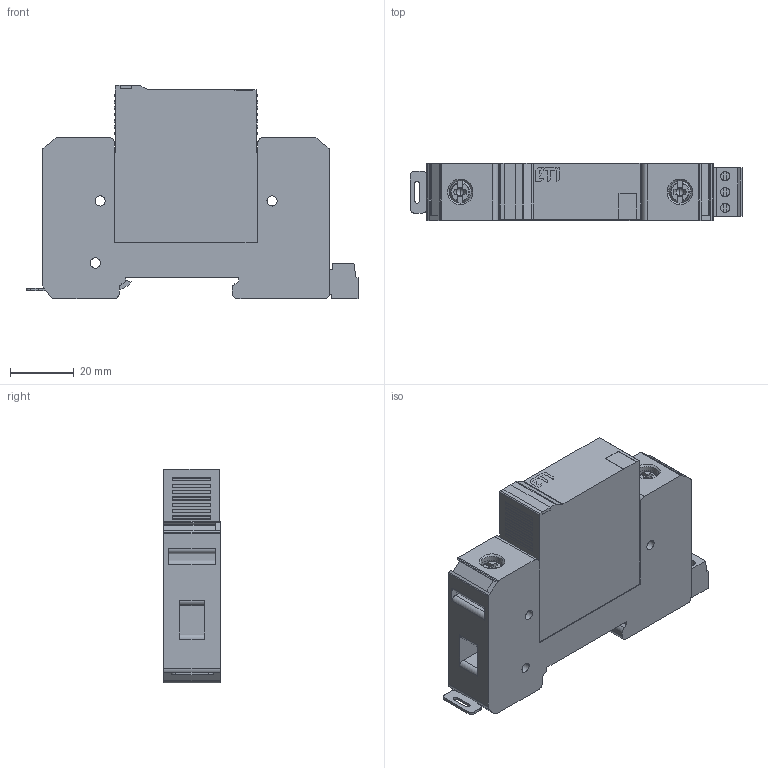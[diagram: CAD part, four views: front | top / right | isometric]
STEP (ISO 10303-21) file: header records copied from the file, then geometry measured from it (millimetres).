
FILE_DESCRIPTION((''),'2;1');
FILE_NAME('ETITEC_V_T2_1_0_RC_ASM','2025-03-24T12:52:21',('klemen.sitar'),('Audax d.o.o.'),'CREO PARAMETRIC BY PTC INC, 2021304','CREO PARAMETRIC BY PTC INC, 2021304','');
FILE_SCHEMA(('AP242_MANAGED_MODEL_BASED_3D_ENGINEERING_MIM_LF { 1 0 10303 442 1 1 4 }'));
Products named in the file (35): ETITEC_V_T12_28012_5_1_0_1_1_32; ASM0006_ASM_1_ASM_1_1_2_3_ASM_6_ASM; FOR_DIN_1_1_2_3_4_5_1_1_1_1_1_1; FOR_DIN_1_1_2_3_4_5_2_1_1_1_1_1; FOR_DIN_1_1_2_3_4_5_3_1_1_1_1_1; FOR_DIN_1_1_2_3_4_5_ASM_1_ASM_2_ASM; 135_SCREW_1_1_2_3_1_1_1_1_1; PRT0009_1_1_2_3_1_1_1_1_1; PART1_ASM_1_1_2_3_ASM_1_ASM_1_A_ASM; ASM0027_ASM_1_ASM_1_ASM_1_ASM_1_ASM; RC_1_1_1_1_1_1_1; RC_SCREW_1_1_1_1_1; PRT0017_1_1_1_1_1; PRT0018_1_1_1_1_1; ASM0033_ASM_1_ASM_1_ASM_1_ASM_1_ASM; RC_ASM_1_ASM_1_ASM_1_ASM; ASM0034_ASM_1_ASM_1_ASM_1_ASM; ETITEC_V_T12_28012_5_1_0_1_1_33; PRT0008_1_1_1_1_1_2_3_1_1_1_1_7; ASM0003_ASM_1_1_ASM_1_ASM_1___2_ASM; ASM0007_ASM_1_ASM_1_1_2_3_AS__1_ASM; ASM0009_ASM_1_1_2_3_ASM_1_1_A_8_ASM; TMP_DWG_65_1_1_1_2_1_2_3_1_1_15; TMP_DWG_65_1_2_1_2_1_2_3_1_1_15; TMP_DWG_65_1_3_1_2_1_2_3_1_1_15; ASM0011_1_ASM_1_1_2_3_ASM_1_1_9_ASM; LOGO_X-7_41_Y-4_55_ASM_1_1_2_12_ASM; PART1_ASM_1_1_2_3_ASM_1_1_ASM_9_ASM; ASM0027_ASM_1_1_ASM_1_1_2_ASM_6_ASM; ETITEC_V_T2_1_0_ASM_1_1_2_ASM_6_ASM; ASM0049_ASM_1_1_2_3_ASM_1_ASM_1_ASM; ASM0054_ASM_1_ASM_1_ASM; ETITEC_V_T2_1_0_RC_ASM_1_ASM_1_ASM; ASM0056_ASM_1_ASM; ETITEC_V_T2_1_0_RC_ASM
Assembly tree (34 placements, depth 12):
  ETITEC_V_T2_1_0_RC_ASM
    ASM0056_ASM_1_ASM
      ETITEC_V_T2_1_0_RC_ASM_1_ASM_1_ASM
        ASM0034_ASM_1_ASM_1_ASM_1_ASM
          ASM0027_ASM_1_ASM_1_ASM_1_ASM_1_ASM
            PART1_ASM_1_1_2_3_ASM_1_ASM_1_A_ASM
              ASM0006_ASM_1_ASM_1_1_2_3_ASM_6_ASM
                ETITEC_V_T12_28012_5_1_0_1_1_32
              FOR_DIN_1_1_2_3_4_5_ASM_1_ASM_2_ASM
                FOR_DIN_1_1_2_3_4_5_1_1_1_1_1_1
                FOR_DIN_1_1_2_3_4_5_2_1_1_1_1_1
                FOR_DIN_1_1_2_3_4_5_3_1_1_1_1_1
              135_SCREW_1_1_2_3_1_1_1_1_1
              PRT0009_1_1_2_3_1_1_1_1_1
          RC_ASM_1_ASM_1_ASM_1_ASM
            ASM0033_ASM_1_ASM_1_ASM_1_ASM_1_ASM
              RC_1_1_1_1_1_1_1
              RC_SCREW_1_1_1_1_1
              PRT0017_1_1_1_1_1
              PRT0018_1_1_1_1_1
        ASM0054_ASM_1_ASM_1_ASM
          ASM0049_ASM_1_1_2_3_ASM_1_ASM_1_ASM
            ETITEC_V_T2_1_0_ASM_1_1_2_ASM_6_ASM
              ASM0027_ASM_1_1_ASM_1_1_2_ASM_6_ASM
                PART1_ASM_1_1_2_3_ASM_1_1_ASM_9_ASM
                  ASM0009_ASM_1_1_2_3_ASM_1_1_A_8_ASM
                  LOGO_X-7_41_Y-4_55_ASM_1_1_2_12_ASM
Bounding box: 104.29 x 17.8 x 67.2 mm (x, y, z)
Volume: 85344.8 mm3; surface area: 24498 mm2
Topology: 15 solids, 15 shells, 449 faces, 1190 edges, 797 vertices
Faces by surface type: plane 299, cylinder 114, cone 20, bspline 8, sphere 4, torus 4
Entity records: 24806 total; most frequent: PRESENTATION_LAYER_ASSIGNMENT 4156, CARTESIAN_POINT 3428, DIRECTION 2521, ORIENTED_EDGE 2372, PRESENTATION_STYLE_ASSIGNMENT 1261, STYLED_ITEM 1207, CURVE_STYLE 1186, EDGE_CURVE 1186
